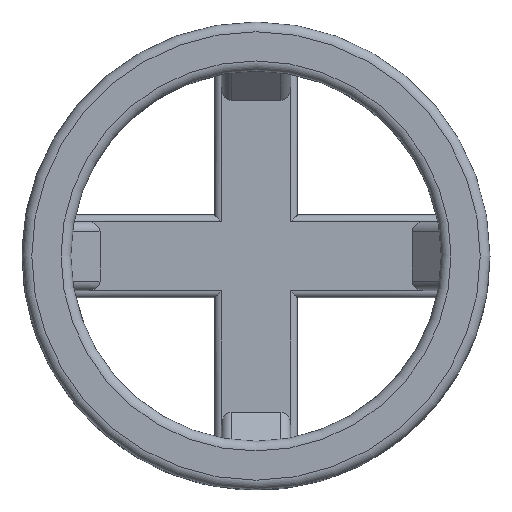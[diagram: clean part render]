
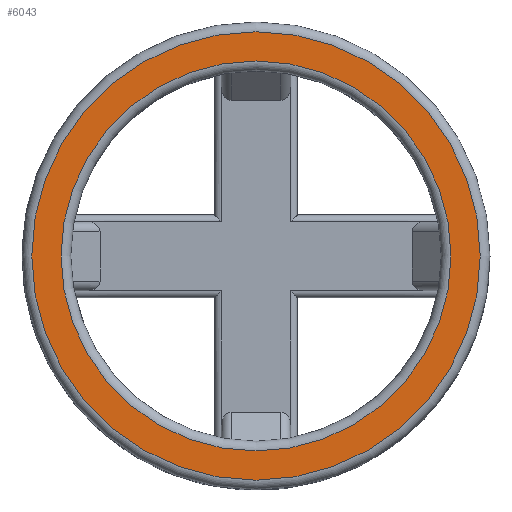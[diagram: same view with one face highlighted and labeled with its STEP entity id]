
A CAD part, top view. The second image highlights one B-rep face of the part: STEP entity #6043.
In plain terms, the highlighted planar face has unit normal (0, 0, 1).
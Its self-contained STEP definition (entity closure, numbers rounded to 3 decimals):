
#361 = TOROIDAL_SURFACE('',#362,20.,1.);
#362 = AXIS2_PLACEMENT_3D('',#363,#364,#365);
#363 = CARTESIAN_POINT('',(0.,0.,21.));
#364 = DIRECTION('',(0.,0.,1.));
#365 = DIRECTION('',(1.,0.,-0.));
#4597 = VERTEX_POINT('',#4598);
#4598 = CARTESIAN_POINT('',(20.,0.,22.));
#4618 = EDGE_CURVE('',#4597,#4597,#4619,.T.);
#4619 = SURFACE_CURVE('',#4620,(#4625,#4632),.PCURVE_S1.);
#4620 = CIRCLE('',#4621,20.);
#4621 = AXIS2_PLACEMENT_3D('',#4622,#4623,#4624);
#4622 = CARTESIAN_POINT('',(0.,0.,22.));
#4623 = DIRECTION('',(0.,0.,1.));
#4624 = DIRECTION('',(1.,0.,-0.));
#4625 = PCURVE('',#361,#4626);
#4626 = DEFINITIONAL_REPRESENTATION('',(#4627),#4631);
#4627 = LINE('',#4628,#4629);
#4628 = CARTESIAN_POINT('',(0.,1.571));
#4629 = VECTOR('',#4630,1.);
#4630 = DIRECTION('',(1.,0.));
#4631 = ( GEOMETRIC_REPRESENTATION_CONTEXT(2) 
PARAMETRIC_REPRESENTATION_CONTEXT() REPRESENTATION_CONTEXT('2D SPACE',''
  ) );
#4632 = PCURVE('',#4633,#4638);
#4633 = PLANE('',#4634);
#4634 = AXIS2_PLACEMENT_3D('',#4635,#4636,#4637);
#4635 = CARTESIAN_POINT('',(0.,0.,22.)
  );
#4636 = DIRECTION('',(0.,0.,1.));
#4637 = DIRECTION('',(1.,0.,-0.));
#4638 = DEFINITIONAL_REPRESENTATION('',(#4639),#4643);
#4639 = CIRCLE('',#4640,20.);
#4640 = AXIS2_PLACEMENT_2D('',#4641,#4642);
#4641 = CARTESIAN_POINT('',(0.,0.));
#4642 = DIRECTION('',(1.,0.));
#4643 = ( GEOMETRIC_REPRESENTATION_CONTEXT(2) 
PARAMETRIC_REPRESENTATION_CONTEXT() REPRESENTATION_CONTEXT('2D SPACE',''
  ) );
#6043 = ADVANCED_FACE('',(#6044,#6075),#4633,.T.);
#6044 = FACE_BOUND('',#6045,.T.);
#6045 = EDGE_LOOP('',(#6046));
#6046 = ORIENTED_EDGE('',*,*,#6047,.T.);
#6047 = EDGE_CURVE('',#6048,#6048,#6050,.T.);
#6048 = VERTEX_POINT('',#6049);
#6049 = CARTESIAN_POINT('',(23.,0.,22.));
#6050 = SURFACE_CURVE('',#6051,(#6056,#6063),.PCURVE_S1.);
#6051 = CIRCLE('',#6052,23.);
#6052 = AXIS2_PLACEMENT_3D('',#6053,#6054,#6055);
#6053 = CARTESIAN_POINT('',(0.,0.,22.));
#6054 = DIRECTION('',(0.,0.,1.));
#6055 = DIRECTION('',(1.,0.,-0.));
#6056 = PCURVE('',#4633,#6057);
#6057 = DEFINITIONAL_REPRESENTATION('',(#6058),#6062);
#6058 = CIRCLE('',#6059,23.);
#6059 = AXIS2_PLACEMENT_2D('',#6060,#6061);
#6060 = CARTESIAN_POINT('',(0.,0.));
#6061 = DIRECTION('',(1.,0.));
#6062 = ( GEOMETRIC_REPRESENTATION_CONTEXT(2) 
PARAMETRIC_REPRESENTATION_CONTEXT() REPRESENTATION_CONTEXT('2D SPACE',''
  ) );
#6063 = PCURVE('',#6064,#6069);
#6064 = TOROIDAL_SURFACE('',#6065,23.,1.);
#6065 = AXIS2_PLACEMENT_3D('',#6066,#6067,#6068);
#6066 = CARTESIAN_POINT('',(0.,0.,21.));
#6067 = DIRECTION('',(0.,0.,1.));
#6068 = DIRECTION('',(1.,0.,-0.));
#6069 = DEFINITIONAL_REPRESENTATION('',(#6070),#6074);
#6070 = LINE('',#6071,#6072);
#6071 = CARTESIAN_POINT('',(0.,1.571));
#6072 = VECTOR('',#6073,1.);
#6073 = DIRECTION('',(1.,0.));
#6074 = ( GEOMETRIC_REPRESENTATION_CONTEXT(2) 
PARAMETRIC_REPRESENTATION_CONTEXT() REPRESENTATION_CONTEXT('2D SPACE',''
  ) );
#6075 = FACE_BOUND('',#6076,.T.);
#6076 = EDGE_LOOP('',(#6077));
#6077 = ORIENTED_EDGE('',*,*,#4618,.F.);
